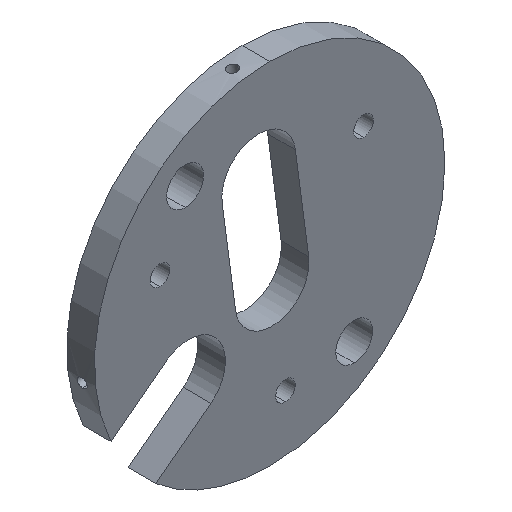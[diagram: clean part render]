
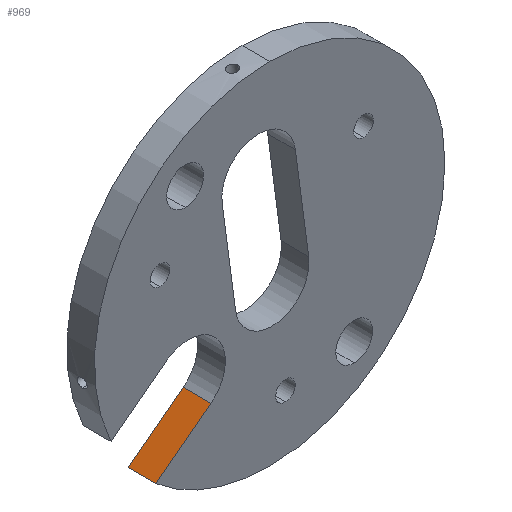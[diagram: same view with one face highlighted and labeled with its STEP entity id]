
A CAD part, isometric view. The second image highlights one B-rep face of the part: STEP entity #969.
In plain terms, the highlighted planar face has unit normal (-0.606, 0, 0.796).
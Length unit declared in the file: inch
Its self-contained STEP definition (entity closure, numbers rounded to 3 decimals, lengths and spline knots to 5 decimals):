
#81 = LINE ( 'NONE', #770, #635 ) ;
#169 = DIRECTION ( 'NONE',  ( 0.796, 0., 0.606 ) ) ;
#220 = ORIENTED_EDGE ( 'NONE', *, *, #383, .F. ) ;
#282 = CARTESIAN_POINT ( 'NONE',  ( -1.54312, 0.375, -1.80538 ) ) ;
#340 = DIRECTION ( 'NONE',  ( 0.796, 0., 0.606 ) ) ;
#383 = EDGE_CURVE ( 'NONE', #1176, #1343, #830, .T. ) ;
#392 = EDGE_CURVE ( 'NONE', #1176, #1288, #1123, .T. ) ;
#409 = VECTOR ( 'NONE', #971, 39.37008 ) ;
#444 = CARTESIAN_POINT ( 'NONE',  ( -0.79659, 0., -1.23693 ) ) ;
#500 = DIRECTION ( 'NONE',  ( -0.606, 0., 0.796 ) ) ;
#502 = EDGE_CURVE ( 'NONE', #1288, #659, #81, .T. ) ;
#510 = AXIS2_PLACEMENT_3D ( 'NONE', #1490, #500, #340 ) ;
#559 = CARTESIAN_POINT ( 'NONE',  ( -0.79659, 0.375, -1.23693 ) ) ;
#591 = ORIENTED_EDGE ( 'NONE', *, *, #502, .T. ) ;
#635 = VECTOR ( 'NONE', #773, 39.37008 ) ;
#637 = CARTESIAN_POINT ( 'NONE',  ( -1.54312, 0., -1.80538 ) ) ;
#659 = VERTEX_POINT ( 'NONE', #559 ) ;
#662 = EDGE_CURVE ( 'NONE', #1343, #659, #1456, .T. ) ;
#704 = VECTOR ( 'NONE', #169, 39.37008 ) ;
#770 = CARTESIAN_POINT ( 'NONE',  ( -0.79659, 0., -1.23693 ) ) ;
#773 = DIRECTION ( 'NONE',  ( 0., 1., 0. ) ) ;
#804 = CARTESIAN_POINT ( 'NONE',  ( 0.30383, 0.375, -0.399 ) ) ;
#816 = EDGE_LOOP ( 'NONE', ( #1174, #220, #1222, #591 ) ) ;
#830 = LINE ( 'NONE', #637, #1224 ) ;
#918 = FACE_OUTER_BOUND ( 'NONE', #816, .T. ) ;
#969 = ADVANCED_FACE ( 'NONE', ( #918 ), #1243, .T. ) ;
#971 = DIRECTION ( 'NONE',  ( 0.796, 0., 0.606 ) ) ;
#1123 = LINE ( 'NONE', #1252, #409 ) ;
#1174 = ORIENTED_EDGE ( 'NONE', *, *, #662, .F. ) ;
#1176 = VERTEX_POINT ( 'NONE', #1425 ) ;
#1222 = ORIENTED_EDGE ( 'NONE', *, *, #392, .T. ) ;
#1224 = VECTOR ( 'NONE', #1603, 39.37008 ) ;
#1243 = PLANE ( 'NONE',  #510 ) ;
#1252 = CARTESIAN_POINT ( 'NONE',  ( 0.30383, 0., -0.399 ) ) ;
#1288 = VERTEX_POINT ( 'NONE', #444 ) ;
#1343 = VERTEX_POINT ( 'NONE', #282 ) ;
#1425 = CARTESIAN_POINT ( 'NONE',  ( -1.54312, 0., -1.80538 ) ) ;
#1456 = LINE ( 'NONE', #804, #704 ) ;
#1490 = CARTESIAN_POINT ( 'NONE',  ( 0.30383, 0., -0.399 ) ) ;
#1603 = DIRECTION ( 'NONE',  ( 0., 1., 0. ) ) ;
